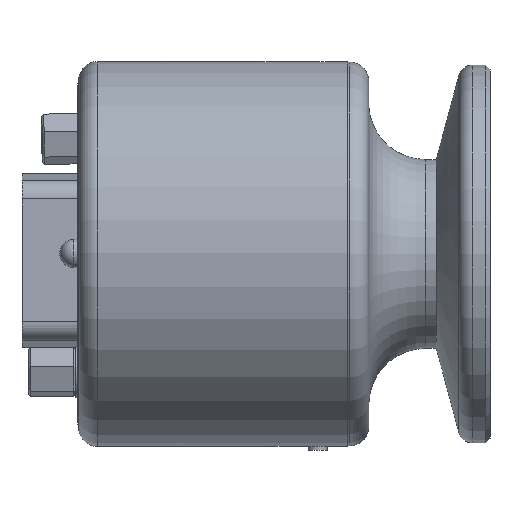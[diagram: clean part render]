
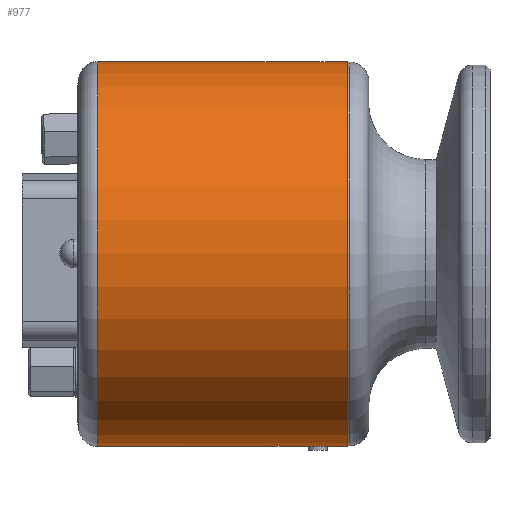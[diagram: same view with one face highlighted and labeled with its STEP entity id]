
A CAD part, top view. The second image highlights one B-rep face of the part: STEP entity #977.
In plain terms, the highlighted cylindrical face has radius 20.375 mm (diameter 40.75 mm), a full revolution.
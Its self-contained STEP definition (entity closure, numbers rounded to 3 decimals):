
#192=CARTESIAN_POINT('',(20.342,3.175,1.151));
#193=VERTEX_POINT('',#192);
#194=CARTESIAN_POINT('',(20.342,3.175,1.151));
#195=CARTESIAN_POINT('',(20.342,3.32,1.151));
#196=CARTESIAN_POINT('',(20.344,3.474,1.122));
#197=CARTESIAN_POINT('',(20.35,3.757,1.004));
#198=CARTESIAN_POINT('',(20.355,3.886,0.916));
#199=CARTESIAN_POINT('',(20.363,4.091,0.711));
#200=CARTESIAN_POINT('',(20.367,4.179,0.582));
#201=CARTESIAN_POINT('',(20.373,4.297,0.299));
#202=CARTESIAN_POINT('',(20.375,4.326,0.145));
#203=CARTESIAN_POINT('',(20.375,4.326,-0.145));
#204=CARTESIAN_POINT('',(20.373,4.297,-0.299));
#205=CARTESIAN_POINT('',(20.367,4.179,-0.582));
#206=CARTESIAN_POINT('',(20.363,4.091,-0.711));
#207=CARTESIAN_POINT('',(20.355,3.886,-0.916));
#208=CARTESIAN_POINT('',(20.35,3.757,-1.004));
#209=CARTESIAN_POINT('',(20.344,3.474,-1.122));
#210=CARTESIAN_POINT('',(20.342,3.32,-1.151));
#211=CARTESIAN_POINT('',(20.342,3.03,-1.151));
#212=CARTESIAN_POINT('',(20.344,2.876,-1.122));
#213=CARTESIAN_POINT('',(20.35,2.593,-1.004));
#214=CARTESIAN_POINT('',(20.355,2.464,-0.916));
#215=CARTESIAN_POINT('',(20.363,2.259,-0.711));
#216=CARTESIAN_POINT('',(20.367,2.171,-0.582));
#217=CARTESIAN_POINT('',(20.373,2.053,-0.299));
#218=CARTESIAN_POINT('',(20.375,2.024,-0.145));
#219=CARTESIAN_POINT('',(20.375,2.024,0.145));
#220=CARTESIAN_POINT('',(20.373,2.053,0.299));
#221=CARTESIAN_POINT('',(20.367,2.171,0.582));
#222=CARTESIAN_POINT('',(20.363,2.259,0.711));
#223=CARTESIAN_POINT('',(20.355,2.464,0.916));
#224=CARTESIAN_POINT('',(20.35,2.593,1.004));
#225=CARTESIAN_POINT('',(20.344,2.876,1.122));
#226=CARTESIAN_POINT('',(20.342,3.03,1.151));
#227=CARTESIAN_POINT('',(20.342,3.175,1.151));
#228=B_SPLINE_CURVE_WITH_KNOTS('',3,(#194,#195,#196,#197,#198,#199,#200,#201,#202,#203,#204,#205,#206,#207,#208,#209,#210,#211,#212,#213,#214,#215,#216,#217,#218,#219,#220,#221,#222,#223,#224,#225,#226,#227),.UNSPECIFIED.,.T.,.U.,(4,2,2,2,2,2,2,2,2,2,2,2,2,2,2,2,4),(0.0,0.043,0.087,0.13,0.173,0.217,0.26,0.303,0.347,0.39,0.434,0.477,0.52,0.564,0.607,0.65,0.694),.UNSPECIFIED.);
#229=EDGE_CURVE('',#193,#193,#228,.T.);
#280=CARTESIAN_POINT('',(-20.342,3.175,1.151));
#281=VERTEX_POINT('',#280);
#282=CARTESIAN_POINT('',(-20.342,3.175,1.151));
#283=CARTESIAN_POINT('',(-20.342,3.03,1.151));
#284=CARTESIAN_POINT('',(-20.344,2.876,1.122));
#285=CARTESIAN_POINT('',(-20.35,2.593,1.004));
#286=CARTESIAN_POINT('',(-20.355,2.464,0.916));
#287=CARTESIAN_POINT('',(-20.363,2.259,0.711));
#288=CARTESIAN_POINT('',(-20.367,2.171,0.582));
#289=CARTESIAN_POINT('',(-20.373,2.053,0.299));
#290=CARTESIAN_POINT('',(-20.375,2.024,0.145));
#291=CARTESIAN_POINT('',(-20.375,2.024,-0.145));
#292=CARTESIAN_POINT('',(-20.373,2.053,-0.299));
#293=CARTESIAN_POINT('',(-20.367,2.171,-0.582));
#294=CARTESIAN_POINT('',(-20.363,2.259,-0.711));
#295=CARTESIAN_POINT('',(-20.355,2.464,-0.916));
#296=CARTESIAN_POINT('',(-20.35,2.593,-1.004));
#297=CARTESIAN_POINT('',(-20.344,2.876,-1.122));
#298=CARTESIAN_POINT('',(-20.342,3.03,-1.151));
#299=CARTESIAN_POINT('',(-20.342,3.32,-1.151));
#300=CARTESIAN_POINT('',(-20.344,3.474,-1.122));
#301=CARTESIAN_POINT('',(-20.35,3.757,-1.004));
#302=CARTESIAN_POINT('',(-20.355,3.886,-0.916));
#303=CARTESIAN_POINT('',(-20.363,4.091,-0.711));
#304=CARTESIAN_POINT('',(-20.367,4.179,-0.582));
#305=CARTESIAN_POINT('',(-20.373,4.297,-0.299));
#306=CARTESIAN_POINT('',(-20.375,4.326,-0.145));
#307=CARTESIAN_POINT('',(-20.375,4.326,0.145));
#308=CARTESIAN_POINT('',(-20.373,4.297,0.299));
#309=CARTESIAN_POINT('',(-20.367,4.179,0.582));
#310=CARTESIAN_POINT('',(-20.363,4.091,0.711));
#311=CARTESIAN_POINT('',(-20.355,3.886,0.916));
#312=CARTESIAN_POINT('',(-20.35,3.757,1.004));
#313=CARTESIAN_POINT('',(-20.344,3.474,1.122));
#314=CARTESIAN_POINT('',(-20.342,3.32,1.151));
#315=CARTESIAN_POINT('',(-20.342,3.175,1.151));
#316=B_SPLINE_CURVE_WITH_KNOTS('',3,(#282,#283,#284,#285,#286,#287,#288,#289,#290,#291,#292,#293,#294,#295,#296,#297,#298,#299,#300,#301,#302,#303,#304,#305,#306,#307,#308,#309,#310,#311,#312,#313,#314,#315),.UNSPECIFIED.,.T.,.U.,(4,2,2,2,2,2,2,2,2,2,2,2,2,2,2,2,4),(0.0,0.043,0.087,0.13,0.173,0.217,0.26,0.303,0.347,0.39,0.434,0.477,0.52,0.564,0.607,0.65,0.694),.UNSPECIFIED.);
#317=EDGE_CURVE('',#281,#281,#316,.T.);
#795=CARTESIAN_POINT('',(20.375,0.,0.0));
#796=VERTEX_POINT('',#795);
#797=CARTESIAN_POINT('',(0.,0.,0.0));
#798=DIRECTION('',(0.0,-1.0,0.0));
#799=DIRECTION('',(1.0,0.0,0.0));
#800=AXIS2_PLACEMENT_3D('',#797,#798,#799);
#801=CIRCLE('',#800,20.375);
#802=EDGE_CURVE('',#796,#796,#801,.T.);
#945=CARTESIAN_POINT('',(20.375,26.5,0.0));
#946=VERTEX_POINT('',#945);
#947=CARTESIAN_POINT('',(0.,26.5,0.0));
#948=DIRECTION('',(0.0,-1.0,0.0));
#949=DIRECTION('',(1.0,0.0,0.0));
#950=AXIS2_PLACEMENT_3D('',#947,#948,#949);
#951=CIRCLE('',#950,20.375);
#952=EDGE_CURVE('',#946,#946,#951,.T.);
#960=CARTESIAN_POINT('',(0.,13.25,0.0));
#961=DIRECTION('',(0.,-1.0,0.0));
#962=DIRECTION('',(1.0,0.0,0.0));
#963=AXIS2_PLACEMENT_3D('',#960,#961,#962);
#964=CYLINDRICAL_SURFACE('',#963,20.375);
#965=ORIENTED_EDGE('',*,*,#802,.F.);
#966=EDGE_LOOP('',(#965));
#967=FACE_OUTER_BOUND('',#966,.T.);
#968=ORIENTED_EDGE('',*,*,#229,.T.);
#969=EDGE_LOOP('',(#968));
#970=FACE_BOUND('',#969,.T.);
#971=ORIENTED_EDGE('',*,*,#317,.T.);
#972=EDGE_LOOP('',(#971));
#973=FACE_BOUND('',#972,.T.);
#974=ORIENTED_EDGE('',*,*,#952,.T.);
#975=EDGE_LOOP('',(#974));
#976=FACE_BOUND('',#975,.T.);
#977=ADVANCED_FACE('',(#967,#970,#973,#976),#964,.T.);
